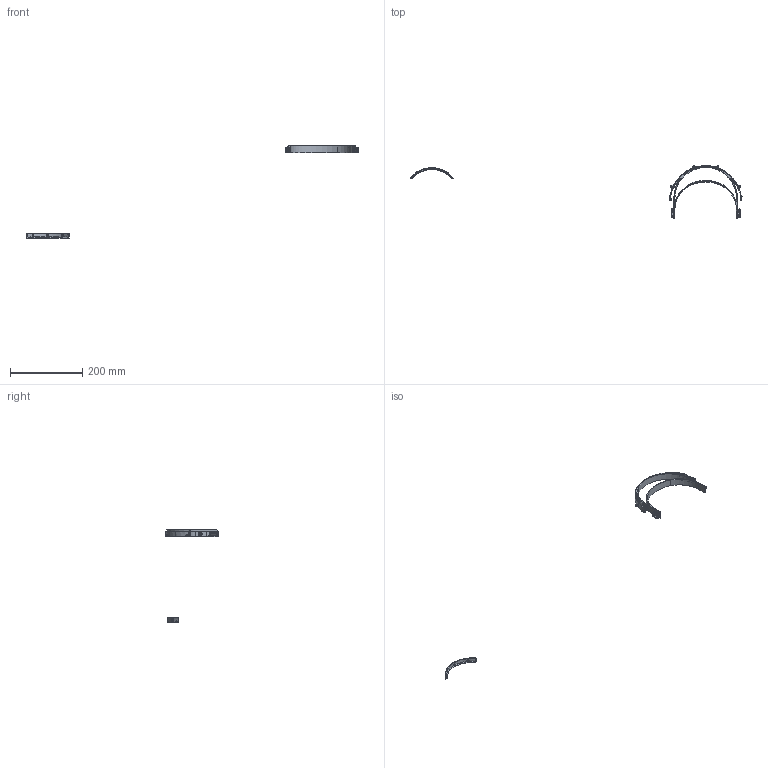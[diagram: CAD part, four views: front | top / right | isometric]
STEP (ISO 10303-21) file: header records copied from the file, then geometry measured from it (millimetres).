
FILE_DESCRIPTION(('STEP AP214'),'1');
FILE_NAME('shield-rc2_3_A4_no_hex.stp','2020-03-25T08:49:45',(' '),(' '),'Spatial InterOp 3D',' ',' ');
FILE_SCHEMA(('AUTOMOTIVE_DESIGN { 1 0 10303 214 1 1 1 1 }'));
Length unit declared in the file: metre
Products named in the file (6): Neu; Neu Geometry; shield-rc2_3_A4_no_hex; Alt; bottom_reinforcement; covid19_shield_rc2
Assembly tree (5 placements, depth 3):
  shield-rc2_3_A4_no_hex
    Neu
      Neu Geometry
    Alt
      bottom_reinforcement
      covid19_shield_rc2
Bounding box: 917.51 x 145.75 x 255.68 mm (x, y, z)
Volume: 69621.6 mm3; surface area: 66939.8 mm2
Topology: 3 solids, 3 shells, 717 faces, 1834 edges, 1140 vertices
Faces by surface type: plane 287, cone 141, cylinder 140, bspline 133, torus 16
Entity records: 31057 total; most frequent: CARTESIAN_POINT 14412, ORIENTED_EDGE 3652, DIRECTION 3103, EDGE_CURVE 1826, VERTEX_POINT 1140, AXIS2_PLACEMENT_3D 1095, LINE 913, VECTOR 913
